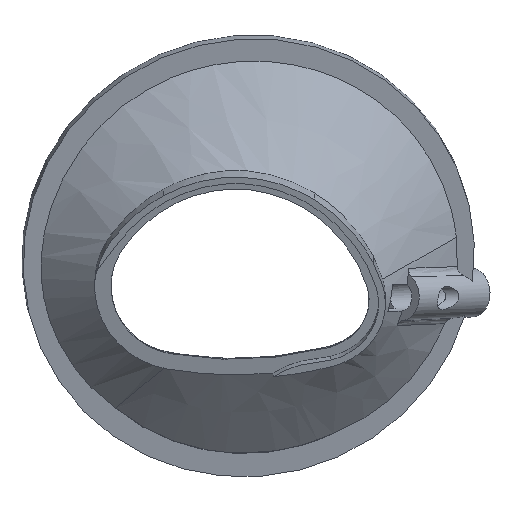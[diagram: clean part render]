
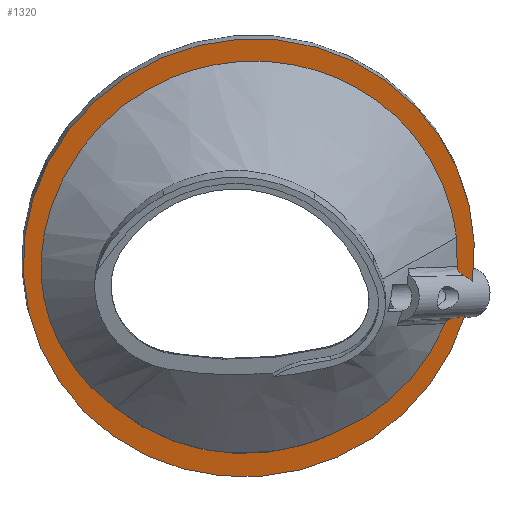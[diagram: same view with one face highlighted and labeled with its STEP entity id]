
A CAD part, top view. The second image highlights one B-rep face of the part: STEP entity #1320.
In plain terms, the highlighted planar face has unit normal (0.093, -0.258, 0.962).
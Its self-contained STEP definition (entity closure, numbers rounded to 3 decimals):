
#177=FACE_OUTER_BOUND('',#254,.T.);
#254=EDGE_LOOP('',(#938,#939,#940,#941,#942,#943,#944,#945,#946,#947));
#346=B_SPLINE_CURVE_WITH_KNOTS('',3,(#2445,#2446,#2447,#2448,#2449,#2450,
#2451,#2452),.UNSPECIFIED.,.F.,.F.,(4,2,2,4),(0.,0.015,
0.032,0.06),.UNSPECIFIED.);
#347=B_SPLINE_CURVE_WITH_KNOTS('',3,(#2454,#2455,#2456,#2457,#2458,#2459,
#2460,#2461,#2462,#2463),.UNSPECIFIED.,.F.,.F.,(4,2,2,2,4),(0.,
0.21,0.421,0.603,0.752),
 .UNSPECIFIED.);
#348=B_SPLINE_CURVE_WITH_KNOTS('',3,(#2467,#2468,#2469,#2470),
 .UNSPECIFIED.,.F.,.F.,(4,4),(0.025,0.025),
 .UNSPECIFIED.);
#349=B_SPLINE_CURVE_WITH_KNOTS('',3,(#2472,#2473,#2474,#2475,#2476,#2477,
#2478,#2479,#2480,#2481,#2482,#2483,#2484,#2485,#2486,#2487,#2488,#2489,
#2490,#2491,#2492,#2493,#2494,#2495,#2496,#2497),.UNSPECIFIED.,.F.,.F.,
(4,2,2,2,2,2,2,2,2,2,2,2,4),(0.,0.211,0.421,0.842,
1.274,1.371,1.637,1.865,2.118,
2.381,2.664,2.909,3.153),
 .UNSPECIFIED.);
#350=B_SPLINE_CURVE_WITH_KNOTS('',3,(#2499,#2500,#2501,#2502,#2503,#2504),
 .UNSPECIFIED.,.F.,.F.,(4,2,4),(0.,0.079,0.158),
 .UNSPECIFIED.);
#351=B_SPLINE_CURVE_WITH_KNOTS('',3,(#2505,#2506,#2507,#2508,#2509,#2510,
#2511,#2512),.UNSPECIFIED.,.F.,.F.,(4,2,2,4),(0.,0.034,
0.054,0.072),.UNSPECIFIED.);
#452=ELLIPSE('',#1412,1.913,1.268);
#453=ELLIPSE('',#1414,1.913,1.268);
#482=CIRCLE('',#1427,11.75);
#483=CIRCLE('',#1429,10.5);
#513=VERTEX_POINT('',#2118);
#514=VERTEX_POINT('',#2125);
#517=VERTEX_POINT('',#2140);
#518=VERTEX_POINT('',#2148);
#541=VERTEX_POINT('',#2444);
#542=VERTEX_POINT('',#2453);
#543=VERTEX_POINT('',#2464);
#544=VERTEX_POINT('',#2466);
#545=VERTEX_POINT('',#2471);
#546=VERTEX_POINT('',#2498);
#663=EDGE_CURVE('',#513,#514,#452,.T.);
#667=EDGE_CURVE('',#517,#518,#453,.T.);
#695=EDGE_CURVE('',#513,#518,#482,.T.);
#696=EDGE_CURVE('',#541,#517,#346,.T.);
#697=EDGE_CURVE('',#541,#542,#347,.T.);
#698=EDGE_CURVE('',#543,#542,#483,.T.);
#699=EDGE_CURVE('',#543,#544,#348,.T.);
#700=EDGE_CURVE('',#544,#545,#349,.T.);
#701=EDGE_CURVE('',#545,#546,#350,.T.);
#702=EDGE_CURVE('',#514,#546,#351,.T.);
#938=ORIENTED_EDGE('',*,*,#663,.F.);
#939=ORIENTED_EDGE('',*,*,#695,.T.);
#940=ORIENTED_EDGE('',*,*,#667,.F.);
#941=ORIENTED_EDGE('',*,*,#696,.F.);
#942=ORIENTED_EDGE('',*,*,#697,.T.);
#943=ORIENTED_EDGE('',*,*,#698,.F.);
#944=ORIENTED_EDGE('',*,*,#699,.T.);
#945=ORIENTED_EDGE('',*,*,#700,.T.);
#946=ORIENTED_EDGE('',*,*,#701,.T.);
#947=ORIENTED_EDGE('',*,*,#702,.F.);
#1301=PLANE('',#1428);
#1320=ADVANCED_FACE('',(#177),#1301,.T.);
#1412=AXIS2_PLACEMENT_3D('',#2126,#1506,#1507);
#1414=AXIS2_PLACEMENT_3D('',#2149,#1510,#1511);
#1427=AXIS2_PLACEMENT_3D('',#2442,#1537,#1538);
#1428=AXIS2_PLACEMENT_3D('',#2443,#1539,#1540);
#1429=AXIS2_PLACEMENT_3D('',#2465,#1541,#1542);
#1506=DIRECTION('center_axis',(0.093,-0.258,0.962));
#1507=DIRECTION('ref_axis',(0.974,-0.179,-0.142));
#1510=DIRECTION('center_axis',(0.093,-0.258,0.962));
#1511=DIRECTION('ref_axis',(0.974,-0.179,-0.142));
#1537=DIRECTION('center_axis',(0.093,-0.258,0.962));
#1538=DIRECTION('ref_axis',(0.,-0.966,-0.259));
#1539=DIRECTION('center_axis',(0.093,-0.258,0.962));
#1540=DIRECTION('ref_axis',(0.,-0.966,-0.259));
#1541=DIRECTION('center_axis',(0.093,-0.258,0.962));
#1542=DIRECTION('ref_axis',(0.,-0.966,-0.259));
#2118=CARTESIAN_POINT('',(10.244,2.266,-5.11));
#2125=CARTESIAN_POINT('',(9.805,2.565,-4.988));
#2126=CARTESIAN_POINT('Origin',(8.787,1.614,-5.144));
#2140=CARTESIAN_POINT('',(9.325,0.377,-5.528));
#2148=CARTESIAN_POINT('',(9.855,0.497,-5.547));
#2149=CARTESIAN_POINT('Origin',(8.787,1.614,-5.144));
#2442=CARTESIAN_POINT('Origin',(-1.353,3.483,-3.667));
#2443=CARTESIAN_POINT('Origin',(-1.353,3.483,-3.667));
#2444=CARTESIAN_POINT('',(8.809,0.072,-5.56));
#2445=CARTESIAN_POINT('Ctrl Pts',(8.809,0.072,-5.56));
#2446=CARTESIAN_POINT('Ctrl Pts',(8.827,0.117,-5.549));
#2447=CARTESIAN_POINT('Ctrl Pts',(8.854,0.157,-5.541));
#2448=CARTESIAN_POINT('Ctrl Pts',(8.927,0.232,-5.528));
#2449=CARTESIAN_POINT('Ctrl Pts',(8.974,0.265,-5.524));
#2450=CARTESIAN_POINT('Ctrl Pts',(9.109,0.336,-5.518));
#2451=CARTESIAN_POINT('Ctrl Pts',(9.212,0.365,-5.52));
#2452=CARTESIAN_POINT('Ctrl Pts',(9.325,0.377,-5.528));
#2453=CARTESIAN_POINT('',(3.034,-5.618,-6.528));
#2454=CARTESIAN_POINT('Ctrl Pts',(8.809,0.072,-5.56));
#2455=CARTESIAN_POINT('Ctrl Pts',(8.557,-0.566,-5.706));
#2456=CARTESIAN_POINT('Ctrl Pts',(8.237,-1.177,-5.839));
#2457=CARTESIAN_POINT('Ctrl Pts',(7.469,-2.327,-6.074));
#2458=CARTESIAN_POINT('Ctrl Pts',(7.023,-2.863,-6.174));
#2459=CARTESIAN_POINT('Ctrl Pts',(6.107,-3.761,-6.327));
#2460=CARTESIAN_POINT('Ctrl Pts',(5.582,-4.206,-6.395));
#2461=CARTESIAN_POINT('Ctrl Pts',(4.293,-5.032,-6.492));
#2462=CARTESIAN_POINT('Ctrl Pts',(3.676,-5.353,-6.519));
#2463=CARTESIAN_POINT('Ctrl Pts',(3.034,-5.618,-6.528));
#2464=CARTESIAN_POINT('',(-8.218,-4.332,-5.1));
#2465=CARTESIAN_POINT('Origin',(-1.353,3.483,-3.667));
#2466=CARTESIAN_POINT('',(-8.248,-4.31,-5.092));
#2467=CARTESIAN_POINT('Ctrl Pts',(-8.218,-4.332,-5.1));
#2468=CARTESIAN_POINT('Ctrl Pts',(-8.228,-4.325,-5.097));
#2469=CARTESIAN_POINT('Ctrl Pts',(-8.238,-4.318,-5.095));
#2470=CARTESIAN_POINT('Ctrl Pts',(-8.248,-4.31,-5.092));
#2471=CARTESIAN_POINT('',(9.411,4.549,-4.418));
#2472=CARTESIAN_POINT('Ctrl Pts',(-8.248,-4.31,-5.092));
#2473=CARTESIAN_POINT('Ctrl Pts',(-8.806,-3.916,-4.932));
#2474=CARTESIAN_POINT('Ctrl Pts',(-9.32,-3.465,-4.762));
#2475=CARTESIAN_POINT('Ctrl Pts',(-10.238,-2.464,-4.405));
#2476=CARTESIAN_POINT('Ctrl Pts',(-10.638,-1.918,-4.22));
#2477=CARTESIAN_POINT('Ctrl Pts',(-11.638,-0.166,
-3.655));
#2478=CARTESIAN_POINT('Ctrl Pts',(-11.956,1.001,-3.311));
#2479=CARTESIAN_POINT('Ctrl Pts',(-12.191,3.092,-2.728));
#2480=CARTESIAN_POINT('Ctrl Pts',(-12.134,4.328,-2.403));
#2481=CARTESIAN_POINT('Ctrl Pts',(-11.606,6.101,-1.979));
#2482=CARTESIAN_POINT('Ctrl Pts',(-11.499,6.408,-1.907));
#2483=CARTESIAN_POINT('Ctrl Pts',(-11.022,7.585,-1.637));
#2484=CARTESIAN_POINT('Ctrl Pts',(-10.402,8.801,-1.371));
#2485=CARTESIAN_POINT('Ctrl Pts',(-8.432,11.006,-0.97));
#2486=CARTESIAN_POINT('Ctrl Pts',(-7.339,11.846,-0.85));
#2487=CARTESIAN_POINT('Ctrl Pts',(-4.753,13.161,-0.747));
#2488=CARTESIAN_POINT('Ctrl Pts',(-3.361,13.515,-0.786));
#2489=CARTESIAN_POINT('Ctrl Pts',(-0.728,13.75,-0.976));
#2490=CARTESIAN_POINT('Ctrl Pts',(0.701,13.633,-1.145));
#2491=CARTESIAN_POINT('Ctrl Pts',(3.665,12.729,-1.673));
#2492=CARTESIAN_POINT('Ctrl Pts',(4.89,11.986,-1.99));
#2493=CARTESIAN_POINT('Ctrl Pts',(6.611,10.557,-2.539));
#2494=CARTESIAN_POINT('Ctrl Pts',(7.577,9.549,-2.902));
#2495=CARTESIAN_POINT('Ctrl Pts',(9.077,6.669,-3.818));
#2496=CARTESIAN_POINT('Ctrl Pts',(9.309,5.383,-4.185));
#2497=CARTESIAN_POINT('Ctrl Pts',(9.411,4.549,-4.418));
#2498=CARTESIAN_POINT('',(9.455,3.03,-4.829));
#2499=CARTESIAN_POINT('Ctrl Pts',(9.411,4.549,-4.418));
#2500=CARTESIAN_POINT('Ctrl Pts',(9.439,4.296,-4.489));
#2501=CARTESIAN_POINT('Ctrl Pts',(9.456,4.043,-4.558));
#2502=CARTESIAN_POINT('Ctrl Pts',(9.471,3.536,-4.695));
#2503=CARTESIAN_POINT('Ctrl Pts',(9.468,3.282,-4.763));
#2504=CARTESIAN_POINT('Ctrl Pts',(9.455,3.03,-4.829));
#2505=CARTESIAN_POINT('Ctrl Pts',(9.805,2.565,-4.988));
#2506=CARTESIAN_POINT('Ctrl Pts',(9.706,2.616,-4.965));
#2507=CARTESIAN_POINT('Ctrl Pts',(9.623,2.679,-4.939));
#2508=CARTESIAN_POINT('Ctrl Pts',(9.527,2.793,-4.9));
#2509=CARTESIAN_POINT('Ctrl Pts',(9.497,2.839,-4.884));
#2510=CARTESIAN_POINT('Ctrl Pts',(9.461,2.935,-4.855));
#2511=CARTESIAN_POINT('Ctrl Pts',(9.453,2.982,-4.842));
#2512=CARTESIAN_POINT('Ctrl Pts',(9.455,3.03,-4.829));
